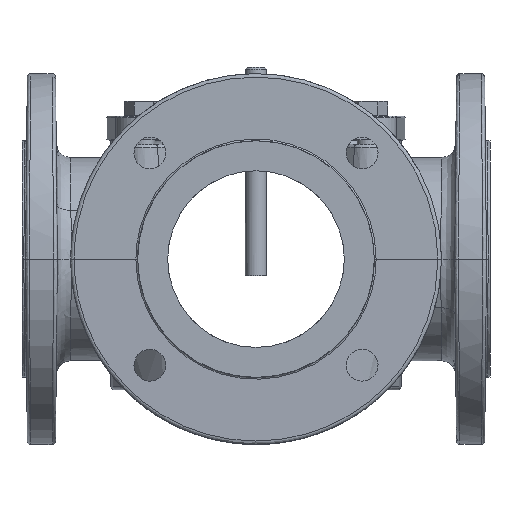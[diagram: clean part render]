
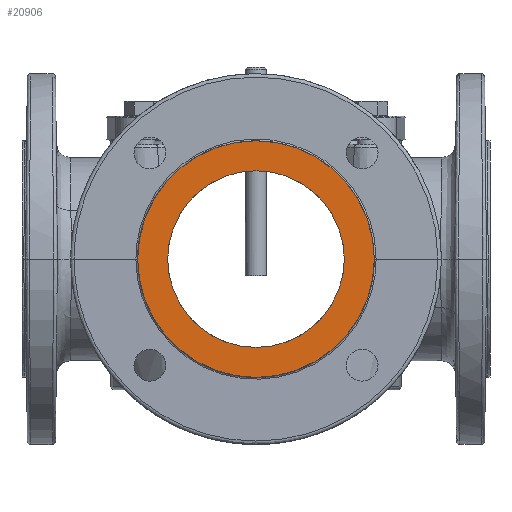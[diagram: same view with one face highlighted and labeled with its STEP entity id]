
A CAD part, left-side view. The second image highlights one B-rep face of the part: STEP entity #20906.
In plain terms, the highlighted planar face has unit normal (-1, 0, 0).
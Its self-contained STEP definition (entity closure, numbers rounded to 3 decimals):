
#20682=CARTESIAN_POINT('Vertex',(-132.5,67.,0.)) ;
#20689=CARTESIAN_POINT('Vertex',(-132.5,-67.,0.)) ;
#20692=CARTESIAN_POINT('Axis2P3D Location',(-132.5,0.,0.)) ;
#20704=CARTESIAN_POINT('Axis2P3D Location',(-132.5,0.,0.)) ;
#20879=CARTESIAN_POINT('Axis2P3D Location',(-132.5,132.5,0.)) ;
#20888=CARTESIAN_POINT('Axis2P3D Location',(-132.5,0.,0.)) ;
#20892=CARTESIAN_POINT('Vertex',(-132.5,50.,0.)) ;
#20894=CARTESIAN_POINT('Vertex',(-132.5,-50.,0.)) ;
#20897=CARTESIAN_POINT('Axis2P3D Location',(-132.5,0.,0.)) ;
#20693=DIRECTION('Axis2P3D Direction',(-1.,0.,0.)) ;
#20705=DIRECTION('Axis2P3D Direction',(-1.,0.,0.)) ;
#20880=DIRECTION('Axis2P3D Direction',(1.,0.,0.)) ;
#20881=DIRECTION('Axis2P3D XDirection',(0.,-1.,0.)) ;
#20889=DIRECTION('Axis2P3D Direction',(1.,0.,0.)) ;
#20898=DIRECTION('Axis2P3D Direction',(1.,0.,0.)) ;
#20694=AXIS2_PLACEMENT_3D('Circle Axis2P3D',#20692,#20693,$) ;
#20706=AXIS2_PLACEMENT_3D('Circle Axis2P3D',#20704,#20705,$) ;
#20882=AXIS2_PLACEMENT_3D('Plane Axis2P3D',#20879,#20880,#20881) ;
#20890=AXIS2_PLACEMENT_3D('Circle Axis2P3D',#20888,#20889,$) ;
#20899=AXIS2_PLACEMENT_3D('Circle Axis2P3D',#20897,#20898,$) ;
#20885=ORIENTED_EDGE('',*,*,#20708,.F.) ;
#20886=ORIENTED_EDGE('',*,*,#20696,.F.) ;
#20903=ORIENTED_EDGE('',*,*,#20896,.T.) ;
#20904=ORIENTED_EDGE('',*,*,#20901,.T.) ;
#20905=FACE_BOUND('',#20902,.T.) ;
#20906=ADVANCED_FACE('Body.2',(#20887,#20905),#20883,.F.) ;
#20695=CIRCLE('generated circle',#20694,67.) ;
#20707=CIRCLE('generated circle',#20706,67.) ;
#20891=CIRCLE('generated circle',#20890,50.) ;
#20900=CIRCLE('generated circle',#20899,50.) ;
#20696=EDGE_CURVE('',#20690,#20683,#20695,.F.) ;
#20708=EDGE_CURVE('',#20683,#20690,#20707,.F.) ;
#20896=EDGE_CURVE('',#20893,#20895,#20891,.T.) ;
#20901=EDGE_CURVE('',#20895,#20893,#20900,.T.) ;
#20884=EDGE_LOOP('',(#20885,#20886)) ;
#20902=EDGE_LOOP('',(#20903,#20904)) ;
#20887=FACE_OUTER_BOUND('',#20884,.T.) ;
#20883=PLANE('',#20882) ;
#20683=VERTEX_POINT('',#20682) ;
#20690=VERTEX_POINT('',#20689) ;
#20893=VERTEX_POINT('',#20892) ;
#20895=VERTEX_POINT('',#20894) ;
